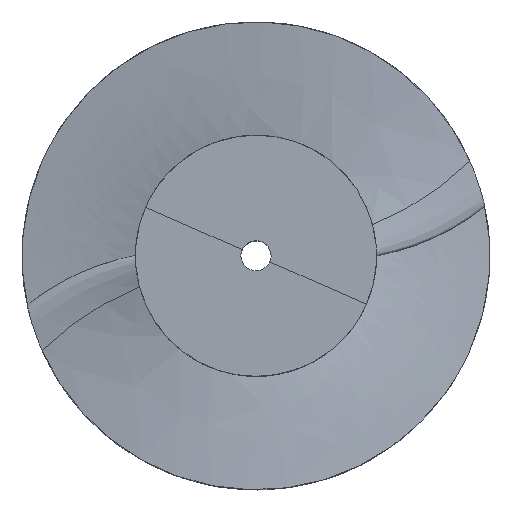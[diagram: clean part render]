
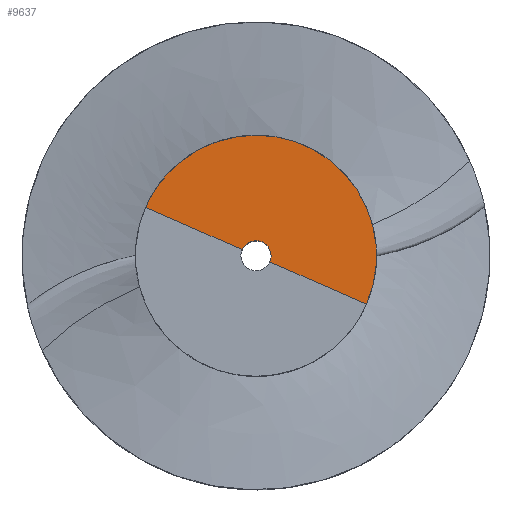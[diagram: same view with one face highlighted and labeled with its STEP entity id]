
A CAD part, top view. The second image highlights one B-rep face of the part: STEP entity #9637.
In plain terms, the highlighted face is a revolution surface.
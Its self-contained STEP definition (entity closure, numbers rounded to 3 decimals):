
#4764 = VERTEX_POINT('',#4765);
#4765 = CARTESIAN_POINT('',(-5.874,5.431,0.));
#4884 = EDGE_CURVE('',#4885,#4764,#4887,.T.);
#4885 = VERTEX_POINT('',#4886);
#4886 = CARTESIAN_POINT('',(7.325,-3.215,0.));
#4887 = CIRCLE('',#4888,8.);
#4888 = AXIS2_PLACEMENT_3D('',#4889,#4890,#4891);
#4889 = CARTESIAN_POINT('',(0.,0.,0.));
#4890 = DIRECTION('',(0.,0.,1.));
#4891 = DIRECTION('',(-0.916,0.402,0.));
#7697 = VERTEX_POINT('',#7698);
#7698 = CARTESIAN_POINT('',(-7.325,3.215,0.));
#7705 = EDGE_CURVE('',#4764,#7697,#7706,.T.);
#7706 = CIRCLE('',#7707,8.);
#7707 = AXIS2_PLACEMENT_3D('',#7708,#7709,#7710);
#7708 = CARTESIAN_POINT('',(0.,0.,0.));
#7709 = DIRECTION('',(0.,0.,1.));
#7710 = DIRECTION('',(-0.916,0.402,0.));
#9591 = VERTEX_POINT('',#9592);
#9592 = CARTESIAN_POINT('',(-0.916,0.402,0.));
#9597 = EDGE_CURVE('',#9598,#9591,#9600,.T.);
#9598 = VERTEX_POINT('',#9599);
#9599 = CARTESIAN_POINT('',(0.916,-0.402,0.));
#9600 = CIRCLE('',#9601,1.);
#9601 = AXIS2_PLACEMENT_3D('',#9602,#9603,#9604);
#9602 = CARTESIAN_POINT('',(0.,0.,0.));
#9603 = DIRECTION('',(0.,0.,1.));
#9604 = DIRECTION('',(-0.916,0.402,0.));
#9637 = ADVANCED_FACE('[Impeller_2] Material domain SolidHub',(#9638),
  #9653,.F.);
#9638 = FACE_BOUND('',#9639,.F.);
#9639 = EDGE_LOOP('',(#9640,#9641,#9646,#9647,#9648));
#9640 = ORIENTED_EDGE('',*,*,#9597,.T.);
#9641 = ORIENTED_EDGE('',*,*,#9642,.T.);
#9642 = EDGE_CURVE('',#9591,#7697,#9643,.T.);
#9643 = B_SPLINE_CURVE_WITH_KNOTS('',1,(#9644,#9645),.UNSPECIFIED.,.F.,
  .F.,(2,2),(0.,1.),.PIECEWISE_BEZIER_KNOTS.);
#9644 = CARTESIAN_POINT('',(-0.916,0.402,0.));
#9645 = CARTESIAN_POINT('',(-7.325,3.215,0.));
#9646 = ORIENTED_EDGE('',*,*,#7705,.F.);
#9647 = ORIENTED_EDGE('',*,*,#4884,.F.);
#9648 = ORIENTED_EDGE('',*,*,#9649,.F.);
#9649 = EDGE_CURVE('',#9598,#4885,#9650,.T.);
#9650 = B_SPLINE_CURVE_WITH_KNOTS('',1,(#9651,#9652),.UNSPECIFIED.,.F.,
  .F.,(2,2),(0.,1.),.PIECEWISE_BEZIER_KNOTS.);
#9651 = CARTESIAN_POINT('',(0.916,-0.402,0.));
#9652 = CARTESIAN_POINT('',(7.325,-3.215,0.));
#9653 = SURFACE_OF_REVOLUTION('',#9654,#9657);
#9654 = B_SPLINE_CURVE_WITH_KNOTS('',1,(#9655,#9656),.UNSPECIFIED.,.F.,
  .F.,(2,2),(0.,1.),.PIECEWISE_BEZIER_KNOTS.);
#9655 = CARTESIAN_POINT('',(-0.916,0.402,0.));
#9656 = CARTESIAN_POINT('',(-7.325,3.215,0.));
#9657 = AXIS1_PLACEMENT('',#9658,#9659);
#9658 = CARTESIAN_POINT('',(0.,0.,0.));
#9659 = DIRECTION('',(0.,0.,1.));
